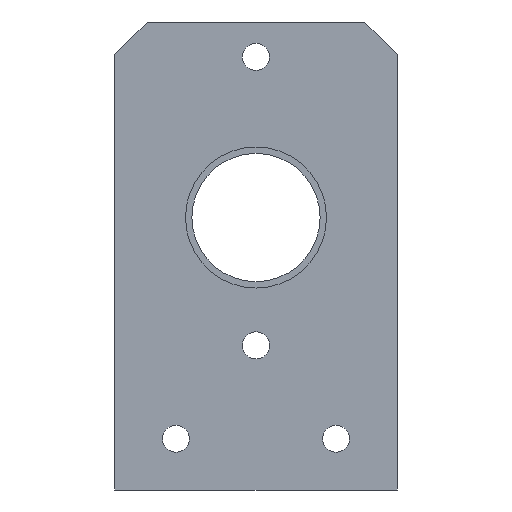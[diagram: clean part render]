
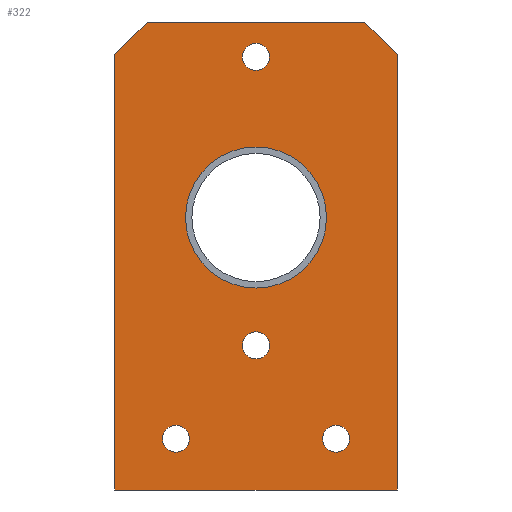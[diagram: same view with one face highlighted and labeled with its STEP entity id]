
A CAD part, left-side view. The second image highlights one B-rep face of the part: STEP entity #322.
In plain terms, the highlighted planar face has unit normal (-1, 0, 0).
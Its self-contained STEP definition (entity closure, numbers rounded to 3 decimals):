
#23=FACE_BOUND('',#74,.T.);
#24=FACE_BOUND('',#75,.T.);
#25=FACE_BOUND('',#76,.T.);
#26=FACE_BOUND('',#77,.T.);
#27=FACE_BOUND('',#78,.T.);
#36=CIRCLE('',#356,11.);
#37=CIRCLE('',#357,2.1);
#38=CIRCLE('',#358,2.1);
#39=CIRCLE('',#359,2.117);
#40=CIRCLE('',#360,2.117);
#54=FACE_OUTER_BOUND('',#73,.T.);
#73=EDGE_LOOP('',(#233,#234,#235,#236,#237,#238));
#74=EDGE_LOOP('',(#239));
#75=EDGE_LOOP('',(#240));
#76=EDGE_LOOP('',(#241));
#77=EDGE_LOOP('',(#242));
#78=EDGE_LOOP('',(#243));
#105=LINE('',#494,#131);
#107=LINE('',#498,#133);
#110=LINE('',#504,#136);
#111=LINE('',#506,#137);
#112=LINE('',#508,#138);
#113=LINE('',#509,#139);
#131=VECTOR('',#394,10.);
#133=VECTOR('',#398,10.);
#136=VECTOR('',#403,10.);
#137=VECTOR('',#404,10.);
#138=VECTOR('',#405,10.);
#139=VECTOR('',#406,10.);
#157=VERTEX_POINT('',#491);
#158=VERTEX_POINT('',#493);
#159=VERTEX_POINT('',#497);
#161=VERTEX_POINT('',#503);
#162=VERTEX_POINT('',#505);
#163=VERTEX_POINT('',#507);
#164=VERTEX_POINT('',#510);
#165=VERTEX_POINT('',#512);
#166=VERTEX_POINT('',#514);
#167=VERTEX_POINT('',#516);
#168=VERTEX_POINT('',#518);
#185=EDGE_CURVE('',#157,#158,#105,.T.);
#187=EDGE_CURVE('',#159,#158,#107,.T.);
#190=EDGE_CURVE('',#161,#157,#110,.T.);
#191=EDGE_CURVE('',#161,#162,#111,.T.);
#192=EDGE_CURVE('',#162,#163,#112,.T.);
#193=EDGE_CURVE('',#159,#163,#113,.T.);
#194=EDGE_CURVE('',#164,#164,#36,.T.);
#195=EDGE_CURVE('',#165,#165,#37,.T.);
#196=EDGE_CURVE('',#166,#166,#38,.T.);
#197=EDGE_CURVE('',#167,#167,#39,.T.);
#198=EDGE_CURVE('',#168,#168,#40,.T.);
#233=ORIENTED_EDGE('',*,*,#185,.F.);
#234=ORIENTED_EDGE('',*,*,#190,.F.);
#235=ORIENTED_EDGE('',*,*,#191,.T.);
#236=ORIENTED_EDGE('',*,*,#192,.T.);
#237=ORIENTED_EDGE('',*,*,#193,.F.);
#238=ORIENTED_EDGE('',*,*,#187,.T.);
#239=ORIENTED_EDGE('',*,*,#194,.T.);
#240=ORIENTED_EDGE('',*,*,#195,.T.);
#241=ORIENTED_EDGE('',*,*,#196,.T.);
#242=ORIENTED_EDGE('',*,*,#197,.T.);
#243=ORIENTED_EDGE('',*,*,#198,.T.);
#311=PLANE('',#355);
#322=ADVANCED_FACE('',(#54,#23,#24,#25,#26,#27),#311,.T.);
#355=AXIS2_PLACEMENT_3D('',#502,#401,#402);
#356=AXIS2_PLACEMENT_3D('',#511,#407,#408);
#357=AXIS2_PLACEMENT_3D('',#513,#409,#410);
#358=AXIS2_PLACEMENT_3D('',#515,#411,#412);
#359=AXIS2_PLACEMENT_3D('',#517,#413,#414);
#360=AXIS2_PLACEMENT_3D('',#519,#415,#416);
#394=DIRECTION('',(0.,-0.707,0.707));
#398=DIRECTION('',(0.,1.,0.));
#401=DIRECTION('center_axis',(-1.,0.,0.));
#402=DIRECTION('ref_axis',(0.,-1.,0.));
#403=DIRECTION('',(0.,0.,1.));
#404=DIRECTION('',(0.,-1.,0.));
#405=DIRECTION('',(0.,0.,1.));
#406=DIRECTION('',(0.,-0.707,-0.707));
#407=DIRECTION('center_axis',(1.,0.,0.));
#408=DIRECTION('ref_axis',(0.,0.,-1.));
#409=DIRECTION('center_axis',(1.,0.,0.));
#410=DIRECTION('ref_axis',(0.,0.,-1.));
#411=DIRECTION('center_axis',(1.,0.,0.));
#412=DIRECTION('ref_axis',(0.,0.,-1.));
#413=DIRECTION('center_axis',(1.,0.,0.));
#414=DIRECTION('ref_axis',(0.,1.,0.));
#415=DIRECTION('center_axis',(1.,0.,0.));
#416=DIRECTION('ref_axis',(0.,1.,0.));
#491=CARTESIAN_POINT('',(85.626,104.,68.));
#493=CARTESIAN_POINT('',(85.626,99.,73.));
#494=CARTESIAN_POINT('',(85.626,119.75,52.25));
#497=CARTESIAN_POINT('',(85.626,65.,73.));
#498=CARTESIAN_POINT('',(85.626,93.,73.));
#502=CARTESIAN_POINT('Origin',(85.626,104.,0.));
#503=CARTESIAN_POINT('',(85.626,104.,0.));
#504=CARTESIAN_POINT('',(85.626,104.,0.));
#505=CARTESIAN_POINT('',(85.626,60.,0.));
#506=CARTESIAN_POINT('',(85.626,104.,0.));
#507=CARTESIAN_POINT('',(85.626,60.,68.));
#508=CARTESIAN_POINT('',(85.626,60.,0.));
#509=CARTESIAN_POINT('',(85.626,55.25,63.25));
#510=CARTESIAN_POINT('',(85.626,82.,53.5));
#511=CARTESIAN_POINT('Origin',(85.626,82.,42.5));
#512=CARTESIAN_POINT('',(85.626,94.5,10.1));
#513=CARTESIAN_POINT('Origin',(85.626,94.5,8.));
#514=CARTESIAN_POINT('',(85.626,69.5,10.1));
#515=CARTESIAN_POINT('Origin',(85.626,69.5,8.));
#516=CARTESIAN_POINT('',(85.626,79.892,22.558));
#517=CARTESIAN_POINT('Origin',(85.626,82.009,22.558));
#518=CARTESIAN_POINT('',(85.626,79.892,67.558));
#519=CARTESIAN_POINT('Origin',(85.626,82.009,67.558));
